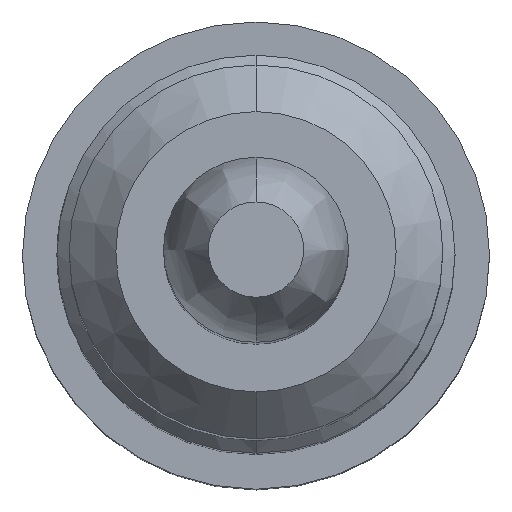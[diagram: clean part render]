
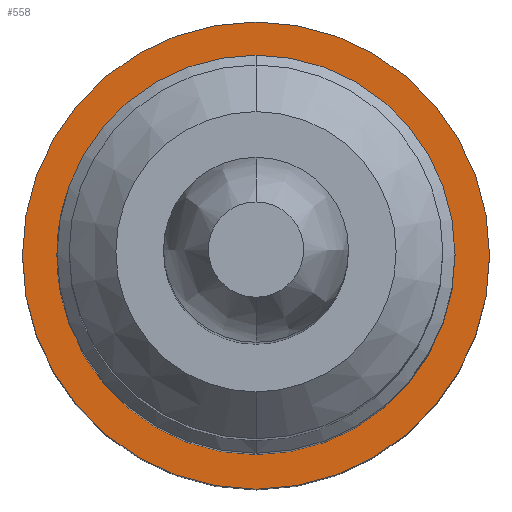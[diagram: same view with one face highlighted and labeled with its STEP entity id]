
A CAD part, top view. The second image highlights one B-rep face of the part: STEP entity #558.
In plain terms, the highlighted planar face has unit normal (0, 0, 1).
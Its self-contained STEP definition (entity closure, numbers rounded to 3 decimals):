
#45=CARTESIAN_POINT('',(0.,0.,-6.05));
#46=DIRECTION('',(0.,0.,-1.));
#47=DIRECTION('',(0.,1.,0.));
#48=AXIS2_PLACEMENT_3D('',#45,#46,#47);
#50=CARTESIAN_POINT('',(0.,0.,-6.05));
#51=DIRECTION('',(0.,0.,1.));
#52=DIRECTION('',(0.,1.,0.));
#53=AXIS2_PLACEMENT_3D('',#50,#51,#52);
#63=CARTESIAN_POINT('',(0.,0.,-6.05));
#64=DIRECTION('',(0.,0.,1.));
#65=DIRECTION('',(0.,1.,0.));
#66=AXIS2_PLACEMENT_3D('',#63,#64,#65);
#96=CARTESIAN_POINT('',(0.,0.,-6.05));
#97=DIRECTION('',(0.,0.,-1.));
#98=DIRECTION('',(0.,1.,0.));
#99=AXIS2_PLACEMENT_3D('',#96,#97,#98);
#416=CARTESIAN_POINT('',(0.,1.25,-6.05));
#418=VERTEX_POINT('',#416);
#419=CARTESIAN_POINT('',(0.,1.065,-6.05));
#421=VERTEX_POINT('',#419);
#426=CARTESIAN_POINT('',(0.,-1.25,-6.05));
#428=VERTEX_POINT('',#426);
#429=CARTESIAN_POINT('',(0.,-1.065,-6.05));
#431=VERTEX_POINT('',#429);
#543=CARTESIAN_POINT('',(0.,0.,-6.05));
#544=DIRECTION('',(0.,0.,-1.));
#545=DIRECTION('',(0.,-1.,0.));
#546=AXIS2_PLACEMENT_3D('',#543,#544,#545);
#547=PLANE('',#546);
#548=ORIENTED_EDGE('',*,*,#538,.T.);
#549=ORIENTED_EDGE('',*,*,#522,.F.);
#550=EDGE_LOOP('',(#548,#549));
#551=FACE_OUTER_BOUND('',#550,.F.);
#553=ORIENTED_EDGE('',*,*,#552,.T.);
#555=ORIENTED_EDGE('',*,*,#554,.F.);
#556=EDGE_LOOP('',(#553,#555));
#557=FACE_BOUND('',#556,.F.);
#49=CIRCLE('',#48,1.25);
#54=CIRCLE('',#53,1.25);
#67=CIRCLE('',#66,1.065);
#100=CIRCLE('',#99,1.065);
#522=EDGE_CURVE('',#418,#428,#54,.T.);
#538=EDGE_CURVE('',#418,#428,#49,.T.);
#552=EDGE_CURVE('',#421,#431,#67,.T.);
#554=EDGE_CURVE('',#421,#431,#100,.T.);
#558=ADVANCED_FACE('',(#551,#557),#547,.F.);
